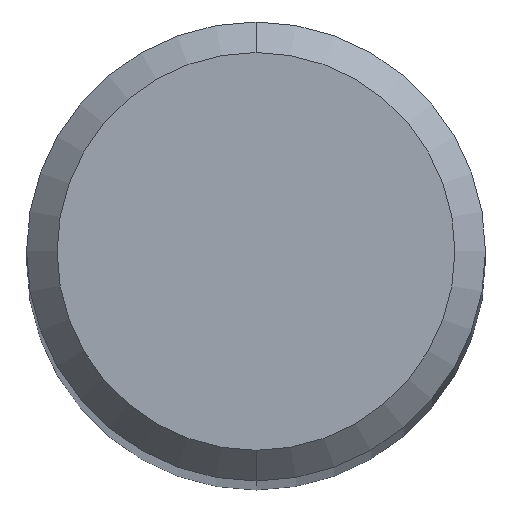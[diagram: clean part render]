
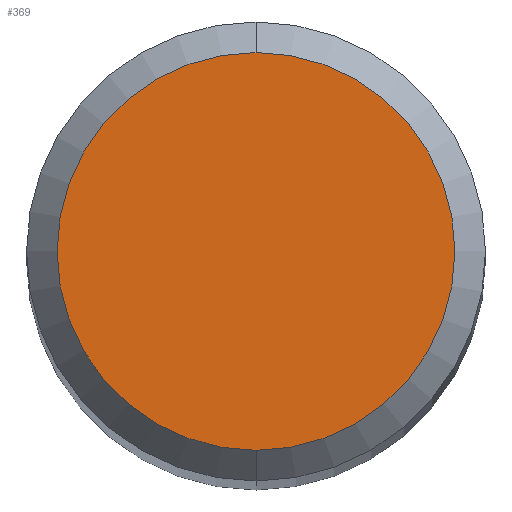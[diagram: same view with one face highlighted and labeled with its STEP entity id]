
A CAD part, top view. The second image highlights one B-rep face of the part: STEP entity #369.
In plain terms, the highlighted planar face has unit normal (0, 0, 1).
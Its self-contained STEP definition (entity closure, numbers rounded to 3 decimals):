
#369=ADVANCED_FACE('',(#927),#928,.T.);
#511=EDGE_CURVE('',#537,#607,#1080,.T.);
#537=VERTEX_POINT('',#1106);
#607=VERTEX_POINT('',#1183);
#657=EDGE_CURVE('',#607,#537,#1242,.T.);
#927=FACE_OUTER_BOUND('',#1602,.T.);
#928=PLANE('',#1603);
#1080=CIRCLE('',#2045,2.6);
#1106=CARTESIAN_POINT('',(0.,-2.6,0.0));
#1183=CARTESIAN_POINT('',(0.0,2.6,0.0));
#1242=CIRCLE('',#3025,2.6);
#1602=EDGE_LOOP('',(#4347,#4348));
#1603=AXIS2_PLACEMENT_3D('',#4349,#4350,#4351);
#2045=AXIS2_PLACEMENT_3D('',#4530,#4531,#4532);
#3025=AXIS2_PLACEMENT_3D('',#4718,#4719,#4720);
#4347=ORIENTED_EDGE('',*,*,#657,.F.);
#4348=ORIENTED_EDGE('',*,*,#511,.F.);
#4349=CARTESIAN_POINT('',(0.0,1.3,0.0));
#4350=DIRECTION('',(-0.0,0.0,1.0));
#4351=DIRECTION('',(0.0,-1.0,0.0));
#4530=CARTESIAN_POINT('',(0.0,0.0,0.0));
#4531=DIRECTION('',(0.0,0.0,-1.0));
#4532=DIRECTION('',(0.0,1.0,0.0));
#4718=CARTESIAN_POINT('',(0.0,0.0,0.0));
#4719=DIRECTION('',(0.0,0.0,-1.0));
#4720=DIRECTION('',(0.0,1.0,0.0));
